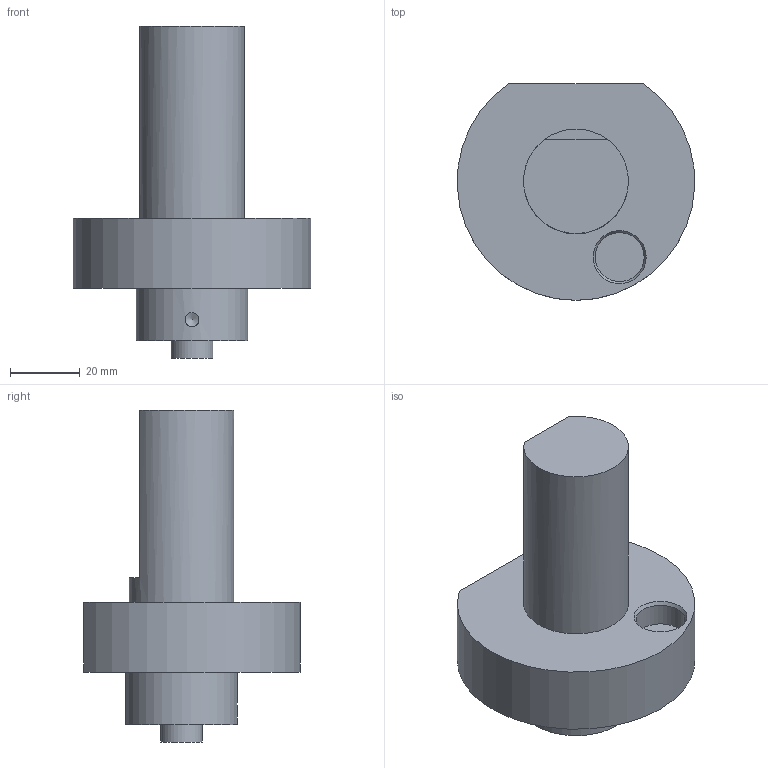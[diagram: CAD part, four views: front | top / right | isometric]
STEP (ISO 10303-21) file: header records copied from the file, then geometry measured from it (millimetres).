
FILE_DESCRIPTION(/* description */ (''),/* implementation_level */ '2;1');
FILE_NAME(/* name */ '1513950569160.stp',/* time_stamp */ '2017-12-22T14:49:36+01:00',/* author */ (''),/* organization */ ('SMS'),/* preprocessor_version */ 'ST-DEVELOPER v15',/* originating_system */ 'SIEMENS PLM Software NX 8.5',/* authorisation */ '');
FILE_SCHEMA (('AUTOMOTIVE_DESIGN { 1 0 10303 214 3 1 1 1 }'));
Length unit declared in the file: millimetre
Products named in the file (1): 200834499mod000_01
Bounding box: 67.92 x 62 x 95 mm (x, y, z)
Volume: 113319.9 mm3; surface area: 20282.5 mm2
Topology: 1 solids, 1 shells, 30 faces, 63 edges, 40 vertices
Faces by surface type: cone 14, plane 10, cylinder 6
Full cylindrical faces by diameter (mm): 4 x1, 12 x1, 14.014 x1, 29.994 x1, 32 x1
Entity records: 849 total; most frequent: CARTESIAN_POINT 180, DIRECTION 150, ORIENTED_EDGE 104, AXIS2_PLACEMENT_3D 65, EDGE_CURVE 52, EDGE_LOOP 42, VERTEX_POINT 37, CIRCLE 31
